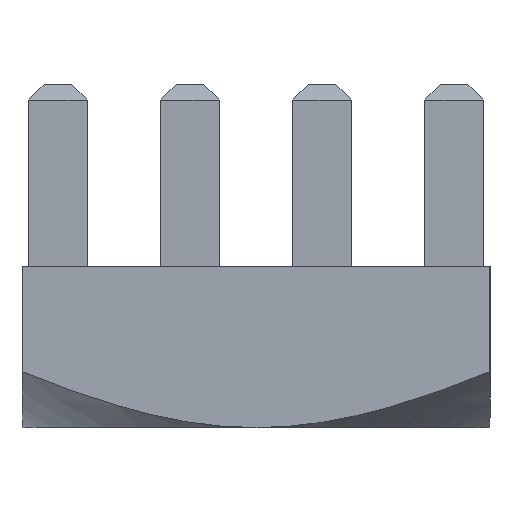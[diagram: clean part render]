
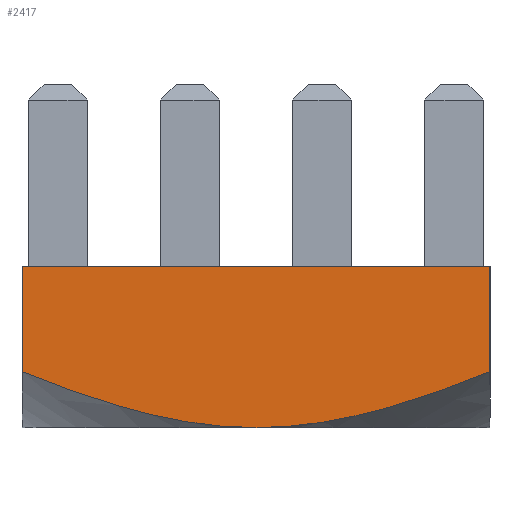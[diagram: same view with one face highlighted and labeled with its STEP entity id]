
A CAD part, left-side view. The second image highlights one B-rep face of the part: STEP entity #2417.
In plain terms, the highlighted planar face has unit normal (-1, 0, 0).
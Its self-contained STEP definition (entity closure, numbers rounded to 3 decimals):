
#201 = VECTOR ( 'NONE', #1017, 1000. ) ;
#291 = ORIENTED_EDGE ( 'NONE', *, *, #2302, .T. ) ;
#318 = ORIENTED_EDGE ( 'NONE', *, *, #2301, .F. ) ;
#327 = ORIENTED_EDGE ( 'NONE', *, *, #2304, .F. ) ;
#332 = ORIENTED_EDGE ( 'NONE', *, *, #2246, .F. ) ;
#333 = ORIENTED_EDGE ( 'NONE', *, *, #2303, .F. ) ;
#408 = VECTOR ( 'NONE', #3190, 1000. ) ;
#416 = VECTOR ( 'NONE', #3193, 1000. ) ;
#507 = AXIS2_PLACEMENT_3D ( 'NONE', #768, #777, #778 ) ;
#768 = CARTESIAN_POINT ( 'NONE',  ( -4.5, -4.5, -3.1 ) ) ;
#774 = FACE_OUTER_BOUND ( 'NONE', #1563, .T. ) ;
#775 = PLANE ( 'NONE',  #507 ) ;
#777 = DIRECTION ( 'NONE',  ( -1., 0., 0. ) ) ;
#778 = DIRECTION ( 'NONE',  ( 0., 0., 1. ) ) ;
#1015 = LINE ( 'NONE', #1016, #201 ) ;
#1016 = CARTESIAN_POINT ( 'NONE',  ( -4.5, -4.5, 0. ) ) ;
#1017 = DIRECTION ( 'NONE',  ( 0., -1., 0. ) ) ;
#1100 = CARTESIAN_POINT ( 'NONE',  ( -4.5, -4.5, 0. ) ) ;
#1120 = CARTESIAN_POINT ( 'NONE',  ( -4.5, -4.5, -2.024 ) ) ;
#1124 = CARTESIAN_POINT ( 'NONE',  ( -4.5, 4.5, -2.024 ) ) ;
#1125 = CARTESIAN_POINT ( 'NONE',  ( -4.5, 0., -3.1 ) ) ;
#1374 = VERTEX_POINT ( 'NONE', #1125 ) ;
#1375 = VERTEX_POINT ( 'NONE', #1124 ) ;
#1379 = VERTEX_POINT ( 'NONE', #1120 ) ;
#1429 = VERTEX_POINT ( 'NONE', #1100 ) ;
#1443 = VERTEX_POINT ( 'NONE', #2459 ) ;
#1563 = EDGE_LOOP ( 'NONE', ( #318, #291, #332, #333, #327 ) ) ;
#2246 = EDGE_CURVE ( 'NONE', #1443, #1429, #1015, .T. ) ;
#2301 = EDGE_CURVE ( 'NONE', #1379, #1374, #2604, .T. ) ;
#2302 = EDGE_CURVE ( 'NONE', #1379, #1429, #3180, .T. ) ;
#2303 = EDGE_CURVE ( 'NONE', #1375, #1443, #3181, .T. ) ;
#2304 = EDGE_CURVE ( 'NONE', #1374, #1375, #2603, .T. ) ;
#2417 = ADVANCED_FACE ( 'NONE', ( #774 ), #775, .T. ) ;
#2459 = CARTESIAN_POINT ( 'NONE',  ( -4.5, 4.5, 0. ) ) ;
#2603 = B_SPLINE_CURVE_WITH_KNOTS ( 'NONE', 3,
 ( #3192, #3189, #3195, #3196, #3197, #3198, #3199, #3200 ),
 .UNSPECIFIED., .F., .F.,
 ( 4, 2, 2, 4 ),
 ( 0.01, 0.012, 0.013, 0.014 ),
 .UNSPECIFIED. ) ;
#2604 = B_SPLINE_CURVE_WITH_KNOTS ( 'NONE', 3,
 ( #3156, #3151, #3182, #3183, #3184, #3185, #3186, #3187 ),
 .UNSPECIFIED., .F., .F.,
 ( 4, 2, 2, 4 ),
 ( 0.005, 0.007, 0.008, 0.01 ),
 .UNSPECIFIED. ) ;
#3151 = CARTESIAN_POINT ( 'NONE',  ( -4.5, -3.782, -2.317 ) ) ;
#3156 = CARTESIAN_POINT ( 'NONE',  ( -4.5, -4.5, -2.024 ) ) ;
#3180 = LINE ( 'NONE', #3188, #408 ) ;
#3181 = LINE ( 'NONE', #3191, #416 ) ;
#3182 = CARTESIAN_POINT ( 'NONE',  ( -4.5, -3.047, -2.584 ) ) ;
#3183 = CARTESIAN_POINT ( 'NONE',  ( -4.5, -1.925, -2.879 ) ) ;
#3184 = CARTESIAN_POINT ( 'NONE',  ( -4.5, -1.547, -2.959 ) ) ;
#3185 = CARTESIAN_POINT ( 'NONE',  ( -4.5, -0.78, -3.07 ) ) ;
#3186 = CARTESIAN_POINT ( 'NONE',  ( -4.5, -0.387, -3.1 ) ) ;
#3187 = CARTESIAN_POINT ( 'NONE',  ( -4.5, 0., -3.1 ) ) ;
#3188 = CARTESIAN_POINT ( 'NONE',  ( -4.5, -4.5, -3.1 ) ) ;
#3189 = CARTESIAN_POINT ( 'NONE',  ( -4.5, 0.781, -3.1 ) ) ;
#3190 = DIRECTION ( 'NONE',  ( 0., 0., 1. ) ) ;
#3191 = CARTESIAN_POINT ( 'NONE',  ( -4.5, 4.5, -3.1 ) ) ;
#3192 = CARTESIAN_POINT ( 'NONE',  ( -4.5, 0., -3.1 ) ) ;
#3193 = DIRECTION ( 'NONE',  ( 0., 0., 1. ) ) ;
#3195 = CARTESIAN_POINT ( 'NONE',  ( -4.5, 1.543, -2.979 ) ) ;
#3196 = CARTESIAN_POINT ( 'NONE',  ( -4.5, 2.667, -2.684 ) ) ;
#3197 = CARTESIAN_POINT ( 'NONE',  ( -4.5, 3.04, -2.567 ) ) ;
#3198 = CARTESIAN_POINT ( 'NONE',  ( -4.5, 3.777, -2.31 ) ) ;
#3199 = CARTESIAN_POINT ( 'NONE',  ( -4.5, 4.14, -2.171 ) ) ;
#3200 = CARTESIAN_POINT ( 'NONE',  ( -4.5, 4.5, -2.024 ) ) ;
